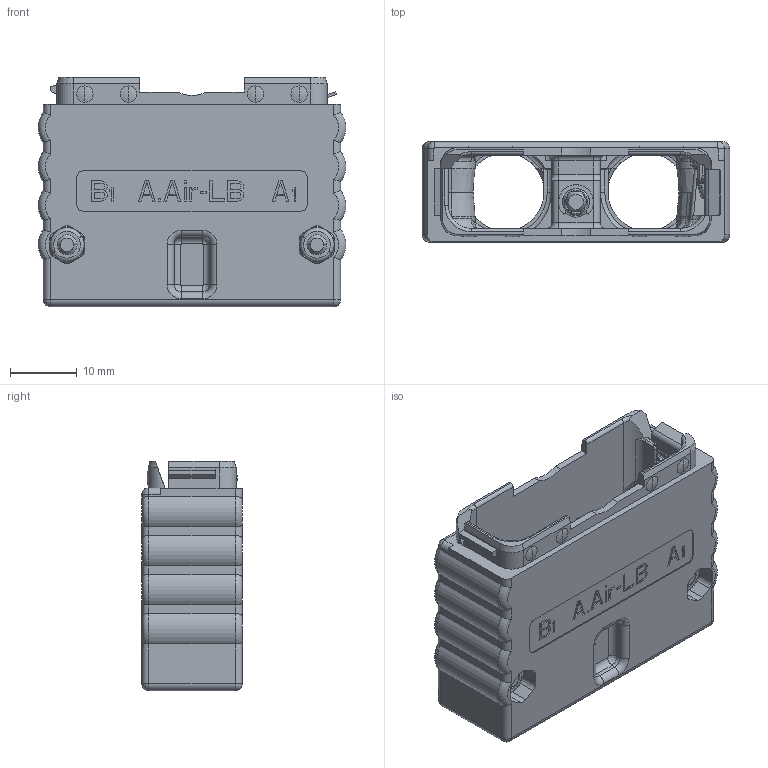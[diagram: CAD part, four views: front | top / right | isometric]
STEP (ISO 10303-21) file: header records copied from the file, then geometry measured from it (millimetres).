
FILE_DESCRIPTION((''),'2;1');
FILE_NAME('33516062028','2019-11-04T',('presta_be4'),(''),'CREO PARAMETRIC BY PTC INC, 2018360','CREO PARAMETRIC BY PTC INC, 2018360','');
FILE_SCHEMA(('CONFIG_CONTROL_DESIGN'));
Products named in the file (1): 33516062028
Bounding box: 46.02 x 15 x 34.3 mm (x, y, z)
Volume: 8580.4 mm3; surface area: 10795 mm2
Topology: 1 solids, 1 shells, 1066 faces, 2827 edges, 1764 vertices
Faces by surface type: plane 535, cylinder 275, cone 100, torus 64, bspline 63, sphere 29
Entity records: 45379 total; most frequent: CARTESIAN_POINT 19574, ORIENTED_EDGE 5608, DIRECTION 5074, EDGE_CURVE 2804, VERTEX_POINT 1764, AXIS2_PLACEMENT_3D 1719, VECTOR 1636, LINE 1636
